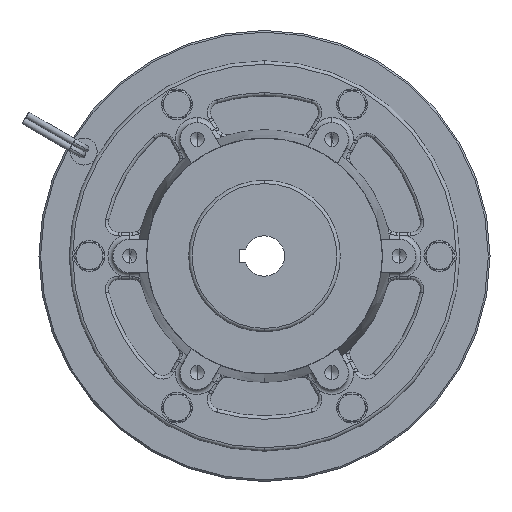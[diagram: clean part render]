
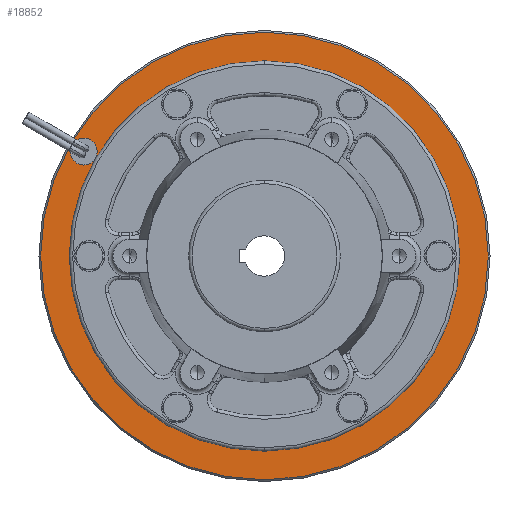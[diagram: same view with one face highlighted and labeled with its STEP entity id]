
A CAD part, left-side view. The second image highlights one B-rep face of the part: STEP entity #18852.
In plain terms, the highlighted planar face has unit normal (-1, 0, 0).
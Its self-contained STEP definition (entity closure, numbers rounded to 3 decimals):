
#1182 = AXIS2_PLACEMENT_3D ( 'NONE', #2424, #4335, #17226 ) ;
#1404 = CARTESIAN_POINT ( 'NONE',  ( -17.7, 0., 56. ) ) ;
#1709 = DIRECTION ( 'NONE',  ( -1., 0., 0. ) ) ;
#1899 = ORIENTED_EDGE ( 'NONE', *, *, #6157, .T. ) ;
#2424 = CARTESIAN_POINT ( 'NONE',  ( -17.7, 53.705, 31.009 ) ) ;
#2521 = VERTEX_POINT ( 'NONE', #6034 ) ;
#3129 = AXIS2_PLACEMENT_3D ( 'NONE', #25655, #15250, #12931 ) ;
#3615 = CARTESIAN_POINT ( 'NONE',  ( -17.7, 53.705, 27.009 ) ) ;
#3997 = EDGE_CURVE ( 'NONE', #2521, #26712, #21915, .T. ) ;
#4335 = DIRECTION ( 'NONE',  ( -1., 0., 0. ) ) ;
#4916 = VERTEX_POINT ( 'NONE', #16760 ) ;
#5212 = EDGE_LOOP ( 'NONE', ( #17011, #1899 ) ) ;
#6034 = CARTESIAN_POINT ( 'NONE',  ( -17.7, 0., -56. ) ) ;
#6157 = EDGE_CURVE ( 'NONE', #26712, #2521, #27099, .T. ) ;
#6437 = AXIS2_PLACEMENT_3D ( 'NONE', #16624, #23027, #27374 ) ;
#7635 = FACE_BOUND ( 'NONE', #5212, .T. ) ;
#8553 = CIRCLE ( 'NONE', #23704, 66.5 ) ;
#8871 = CARTESIAN_POINT ( 'NONE',  ( -17.7, 0., 0. ) ) ;
#9051 = DIRECTION ( 'NONE',  ( 1., 0., 0. ) ) ;
#9074 = CIRCLE ( 'NONE', #14168, 66.5 ) ;
#9947 = CARTESIAN_POINT ( 'NONE',  ( -17.7, 0., 0. ) ) ;
#10622 = CARTESIAN_POINT ( 'NONE',  ( -17.7, 53.705, 35.009 ) ) ;
#11120 = EDGE_CURVE ( 'NONE', #24792, #21186, #26201, .T. ) ;
#12931 = DIRECTION ( 'NONE',  ( 0., 0., 1. ) ) ;
#13027 = ORIENTED_EDGE ( 'NONE', *, *, #20575, .F. ) ;
#13157 = EDGE_CURVE ( 'NONE', #21186, #24792, #15491, .T. ) ;
#13334 = DIRECTION ( 'NONE',  ( 0., 0., -1. ) ) ;
#14168 = AXIS2_PLACEMENT_3D ( 'NONE', #21433, #21526, #17056 ) ;
#14366 = CARTESIAN_POINT ( 'NONE',  ( -17.7, 66.5, 0. ) ) ;
#14596 = AXIS2_PLACEMENT_3D ( 'NONE', #14366, #1709, #16684 ) ;
#14643 = EDGE_CURVE ( 'NONE', #4916, #20431, #9074, .T. ) ;
#15250 = DIRECTION ( 'NONE',  ( -1., 0., 0. ) ) ;
#15393 = ORIENTED_EDGE ( 'NONE', *, *, #11120, .F. ) ;
#15491 = CIRCLE ( 'NONE', #3129, 4. ) ;
#16624 = CARTESIAN_POINT ( 'NONE',  ( -17.7, 0., 0. ) ) ;
#16684 = DIRECTION ( 'NONE',  ( 0., 0., 1. ) ) ;
#16760 = CARTESIAN_POINT ( 'NONE',  ( -17.7, 0., 66.5 ) ) ;
#17011 = ORIENTED_EDGE ( 'NONE', *, *, #3997, .T. ) ;
#17056 = DIRECTION ( 'NONE',  ( 0., 0., -1. ) ) ;
#17226 = DIRECTION ( 'NONE',  ( 0., 0., 1. ) ) ;
#18416 = DIRECTION ( 'NONE',  ( 1., 0., 0. ) ) ;
#18852 = ADVANCED_FACE ( 'NONE', ( #25250, #7635, #24567 ), #24485, .T. ) ;
#19580 = ORIENTED_EDGE ( 'NONE', *, *, #13157, .F. ) ;
#20192 = EDGE_LOOP ( 'NONE', ( #13027, #25998 ) ) ;
#20431 = VERTEX_POINT ( 'NONE', #25327 ) ;
#20575 = EDGE_CURVE ( 'NONE', #20431, #4916, #8553, .T. ) ;
#21186 = VERTEX_POINT ( 'NONE', #3615 ) ;
#21433 = CARTESIAN_POINT ( 'NONE',  ( -17.7, 0., 0. ) ) ;
#21526 = DIRECTION ( 'NONE',  ( 1., 0., 0. ) ) ;
#21915 = CIRCLE ( 'NONE', #6437, 56. ) ;
#23027 = DIRECTION ( 'NONE',  ( 1., 0., 0. ) ) ;
#23704 = AXIS2_PLACEMENT_3D ( 'NONE', #8871, #9051, #13334 ) ;
#24435 = AXIS2_PLACEMENT_3D ( 'NONE', #9947, #18416, #24815 ) ;
#24485 = PLANE ( 'NONE',  #14596 ) ;
#24567 = FACE_OUTER_BOUND ( 'NONE', #20192, .T. ) ;
#24792 = VERTEX_POINT ( 'NONE', #10622 ) ;
#24815 = DIRECTION ( 'NONE',  ( 0., 0., -1. ) ) ;
#25032 = EDGE_LOOP ( 'NONE', ( #19580, #15393 ) ) ;
#25250 = FACE_BOUND ( 'NONE', #25032, .T. ) ;
#25327 = CARTESIAN_POINT ( 'NONE',  ( -17.7, 0., -66.5 ) ) ;
#25655 = CARTESIAN_POINT ( 'NONE',  ( -17.7, 53.705, 31.009 ) ) ;
#25998 = ORIENTED_EDGE ( 'NONE', *, *, #14643, .F. ) ;
#26201 = CIRCLE ( 'NONE', #1182, 4. ) ;
#26712 = VERTEX_POINT ( 'NONE', #1404 ) ;
#27099 = CIRCLE ( 'NONE', #24435, 56. ) ;
#27374 = DIRECTION ( 'NONE',  ( 0., 0., -1. ) ) ;
